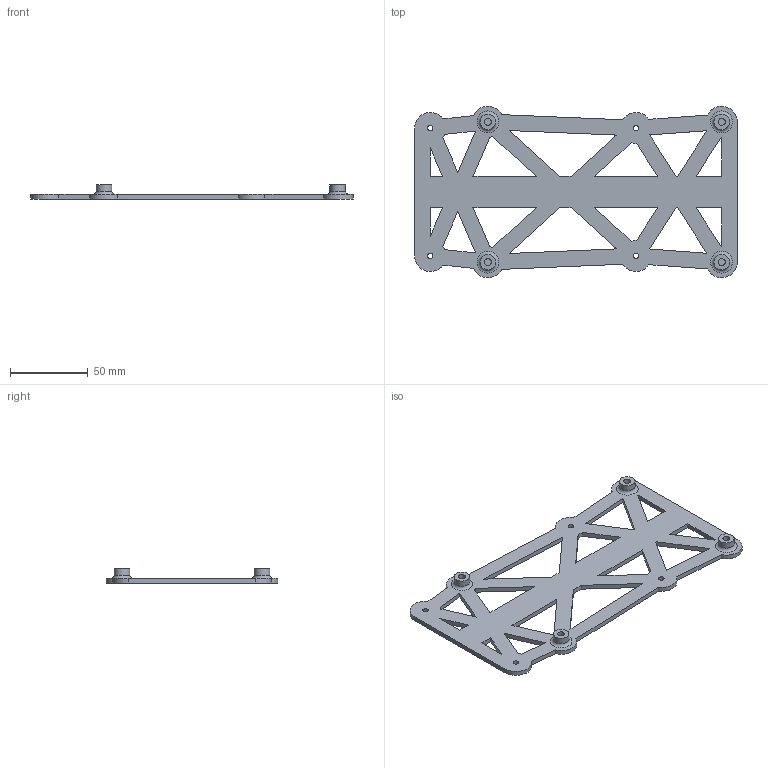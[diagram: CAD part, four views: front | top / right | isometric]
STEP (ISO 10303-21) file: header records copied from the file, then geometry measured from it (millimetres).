
FILE_DESCRIPTION(/* description */ (''),/* implementation_level */ '2;1');
FILE_NAME(/* name */ 'motherboard bracket.stp',/* time_stamp */ '2025-08-14T13:19:23+10:00',/* author */ ('Jcw Drafting Lab 1'),/* organization */ (''),/* preprocessor_version */ 'ST-DEVELOPER v20',/* originating_system */ 'Autodesk Inventor 2025',/* authorisation */ '');
FILE_SCHEMA (('AUTOMOTIVE_DESIGN { 1 0 10303 214 3 1 1 }'));
Length unit declared in the file: millimetre
Products named in the file (1): motherboard bracket
Bounding box: 207 x 109.97 x 9 mm (x, y, z)
Volume: 43647.8 mm3; surface area: 35032 mm2
Topology: 1 solids, 1 shells, 99 faces, 265 edges, 176 vertices
Faces by surface type: plane 64, cylinder 31, torus 4
Full cylindrical faces by diameter (mm): 3.5 x4, 4.5 x4, 10 x4
Entity records: 3210 total; most frequent: CARTESIAN_POINT 541, DIRECTION 537, ORIENTED_EDGE 530, EDGE_CURVE 265, LINE 193, VECTOR 193, VERTEX_POINT 176, AXIS2_PLACEMENT_3D 172
